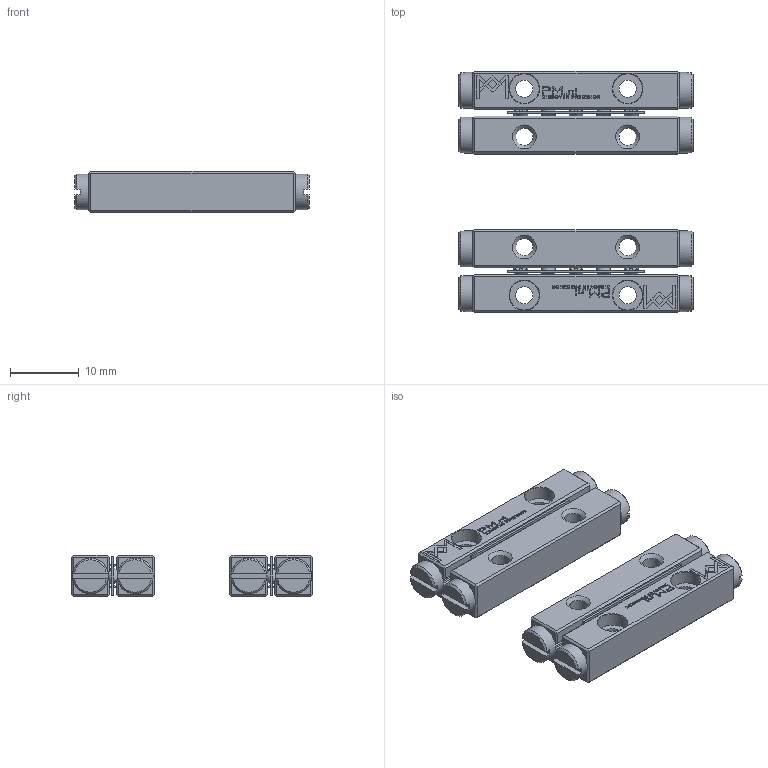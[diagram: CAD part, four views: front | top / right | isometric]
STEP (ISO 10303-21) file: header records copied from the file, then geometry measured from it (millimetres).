
FILE_DESCRIPTION(/* description */ (''),/* implementation_level */ '2;1');
FILE_NAME(/* name */ 'Set RSD-2030x5AA_stp.stp',/* time_stamp */ '2025-02-17T10:39:54+01:00',/* author */ (''),/* organization */ (''),/* preprocessor_version */ 'ST-DEVELOPER v16.7',/* originating_system */ 'SIEMENS PLM Software NX 12.0',/* authorisation */ '');
FILE_SCHEMA (('AUTOMOTIVE_DESIGN { 1 0 10303 214 3 1 1 1 }'));
Products named in the file (1): Set RSD-2030x5AA_stp
Bounding box: 34 x 35 x 6 mm (x, y, z)
Volume: 3813.1 mm3; surface area: 5175.5 mm2
Topology: 24 solids, 24 shells, 1790 faces, 4692 edges, 3090 vertices
Faces by surface type: plane 1152, bspline 360, cylinder 202, cone 76
Full cylindrical faces by diameter (mm): 2 x10, 2.1 x8, 2.5 x16, 2.7 x8, 4.3 x8, 5.2 x8
Entity records: 63926 total; most frequent: CARTESIAN_POINT 14435, ORIENTED_EDGE 9032, DIRECTION 7106, EDGE_CURVE 4516, LINE 3268, VECTOR 3268, VERTEX_POINT 3040, EDGE_LOOP 2084
